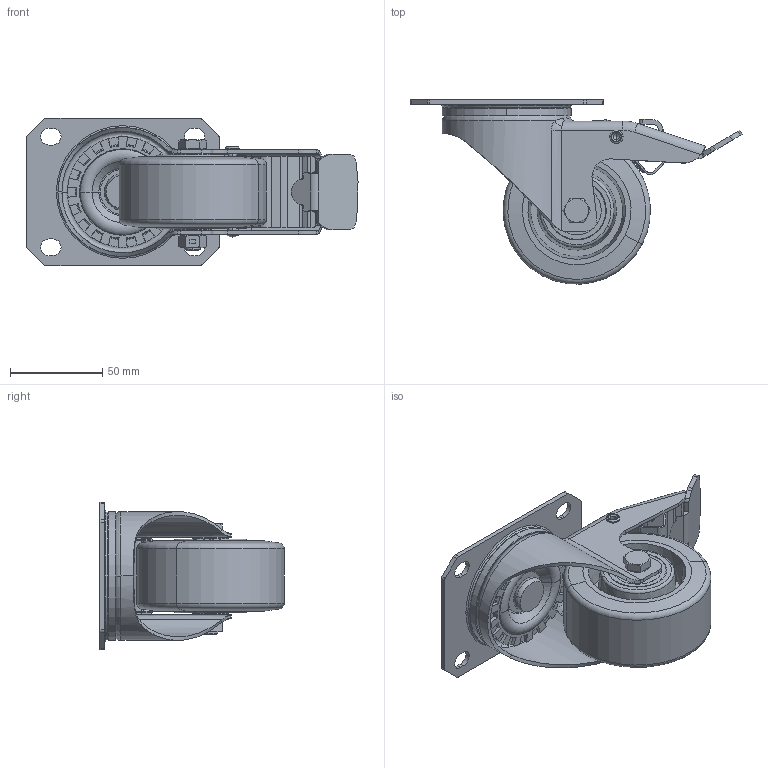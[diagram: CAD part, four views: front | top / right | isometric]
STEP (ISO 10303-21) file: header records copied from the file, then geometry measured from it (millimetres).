
FILE_DESCRIPTION (( 'STEP AP214' ), '1' );
FILE_NAME ('0055800.step', '2023-11-30T11:14:35', ( '' ), ( '' ), 'SwSTEP 2.0', 'SolidWorks 2020', '' );
FILE_SCHEMA (( 'AUTOMOTIVE_DESIGN' ));
Length unit declared in the file: millimetre
Products named in the file (1): 0055800
Bounding box: 180.21 x 99.96 x 80 mm (x, y, z)
Volume: 243027.1 mm3; surface area: 134264.9 mm2
Topology: 21 solids, 21 shells, 1334 faces, 3393 edges, 2102 vertices
Faces by surface type: plane 427, cylinder 410, bspline 222, torus 171, cone 100, sphere 4
Entity records: 66632 total; most frequent: CARTESIAN_POINT 20609, ORIENTED_EDGE 6754, DIRECTION 6312, EDGE_CURVE 3377, AXIS2_PLACEMENT_3D 2486, VERTEX_POINT 2102, EDGE_LOOP 1413, CIRCLE 1373
